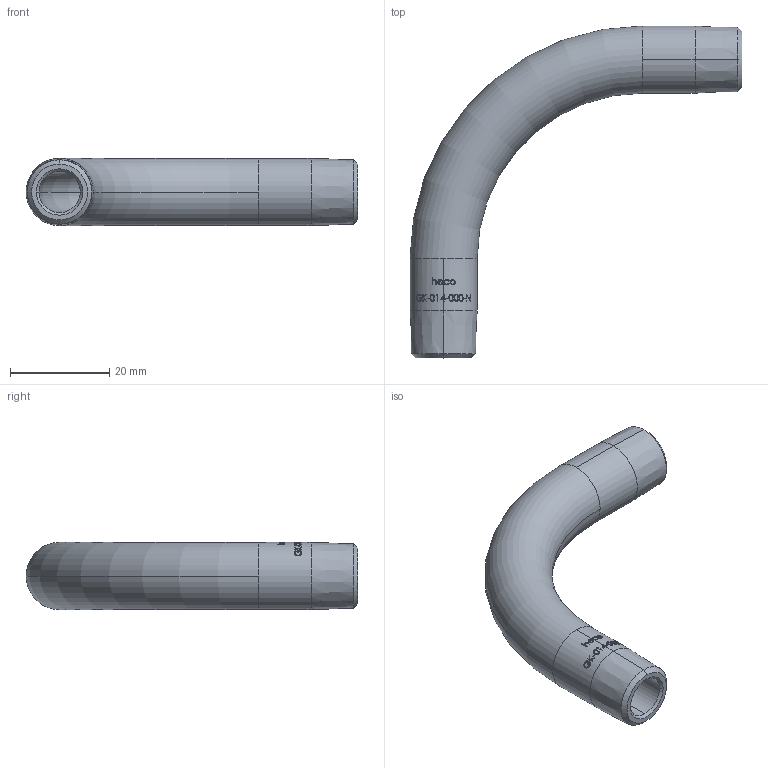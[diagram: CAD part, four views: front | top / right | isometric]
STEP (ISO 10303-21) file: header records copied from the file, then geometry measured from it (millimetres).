
FILE_DESCRIPTION (( 'STEP AP214' ), '1' );
FILE_NAME ('GK-014-000-N Gewindekrümmer.STEP', '2018-06-12T09:21:17', ( '' ), ( '' ), 'SwSTEP 2.0', 'SolidWorks 2016', '' );
FILE_SCHEMA (( 'AUTOMOTIVE_DESIGN' ));
Length unit declared in the file: millimetre
Products named in the file (1): GK-014-000-N Gewindekrümmer
Bounding box: 66.75 x 66.75 x 13.5 mm (x, y, z)
Volume: 9004.2 mm3; surface area: 7127 mm2
Topology: 1 solids, 1 shells, 200 faces, 521 edges, 344 vertices
Faces by surface type: bspline 93, plane 58, cylinder 33, cone 12, torus 4
Entity records: 16449 total; most frequent: CARTESIAN_POINT 10431, ORIENTED_EDGE 1042, DIRECTION 547, EDGE_CURVE 521, VERTEX_POINT 344, B_SPLINE_CURVE_WITH_KNOTS 296, EDGE_LOOP 223, AXIS2_PLACEMENT_3D 214
